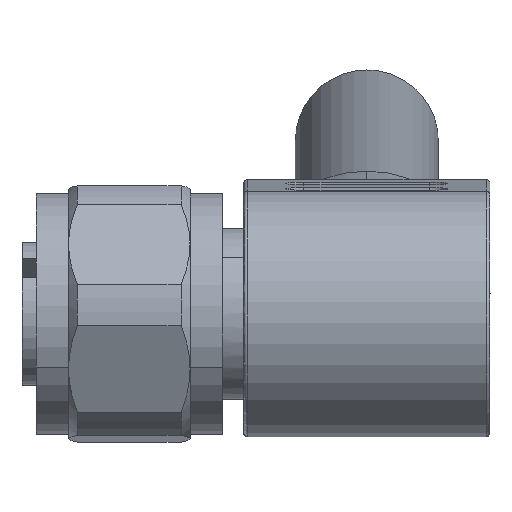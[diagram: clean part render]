
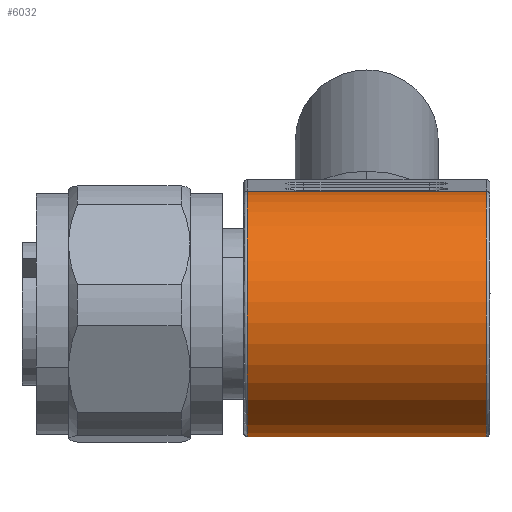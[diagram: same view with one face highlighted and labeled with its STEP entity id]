
A CAD part, top view. The second image highlights one B-rep face of the part: STEP entity #6032.
In plain terms, the highlighted cylindrical face has radius 6.891 mm (diameter 13.782 mm), a partial arc.
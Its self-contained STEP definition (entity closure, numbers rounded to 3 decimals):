
#291=CARTESIAN_POINT('',(14.825,0.,
0.));
#292=DIRECTION('',(1.,0.,0.));
#293=DIRECTION('',(0.,0.997,0.077));
#294=AXIS2_PLACEMENT_3D('',#291,#292,#293);
#306=DIRECTION('',(1.,0.,0.));
#307=VECTOR('',#306,13.38);
#308=CARTESIAN_POINT('',(14.825,6.871,0.529));
#309=LINE('',#308,#307);
#310=DIRECTION('',(-1.,0.,0.));
#311=VECTOR('',#310,13.38);
#312=CARTESIAN_POINT('',(28.205,-6.871,
-0.529));
#313=LINE('',#312,#311);
#355=CARTESIAN_POINT('',(28.205,0.,
0.));
#356=DIRECTION('',(-1.,0.,0.));
#357=DIRECTION('',(0.,-0.997,-0.077));
#358=AXIS2_PLACEMENT_3D('',#355,#356,#357);
#4641=CARTESIAN_POINT('',(14.825,6.871,0.529));
#4642=CARTESIAN_POINT('',(28.205,6.871,0.529));
#4643=VERTEX_POINT('',#4641);
#4644=VERTEX_POINT('',#4642);
#4645=CARTESIAN_POINT('',(28.205,-6.871,
-0.529));
#4646=CARTESIAN_POINT('',(14.825,-6.871,
-0.529));
#4647=VERTEX_POINT('',#4645);
#4648=VERTEX_POINT('',#4646);
#6019=CARTESIAN_POINT('',(14.558,0.,
0.));
#6020=DIRECTION('',(1.,0.,0.));
#6021=DIRECTION('',(0.,0.997,0.077));
#6022=AXIS2_PLACEMENT_3D('',#6019,#6020,#6021);
#6023=CYLINDRICAL_SURFACE('',#6022,6.891);
#6024=ORIENTED_EDGE('',*,*,#6009,.F.);
#6026=ORIENTED_EDGE('',*,*,#6025,.T.);
#6028=ORIENTED_EDGE('',*,*,#6027,.F.);
#6029=ORIENTED_EDGE('',*,*,#5611,.T.);
#6030=EDGE_LOOP('',(#6024,#6026,#6028,#6029));
#6031=FACE_OUTER_BOUND('',#6030,.F.);
#295=CIRCLE('',#294,6.891);
#359=CIRCLE('',#358,6.891);
#5611=EDGE_CURVE('',#4647,#4648,#313,.T.);
#6009=EDGE_CURVE('',#4643,#4648,#295,.T.);
#6025=EDGE_CURVE('',#4643,#4644,#309,.T.);
#6027=EDGE_CURVE('',#4647,#4644,#359,.T.);
#6032=ADVANCED_FACE('',(#6031),#6023,.T.);
